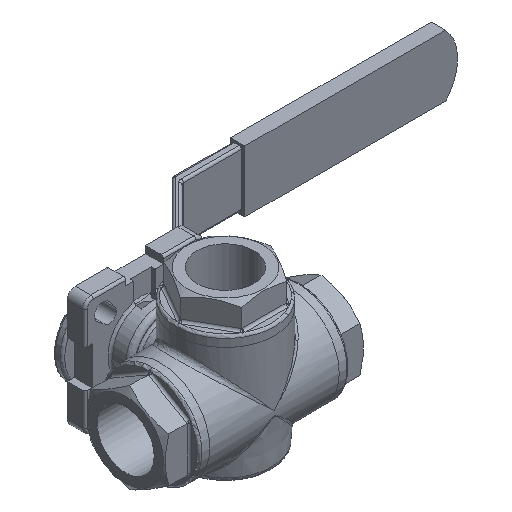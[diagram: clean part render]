
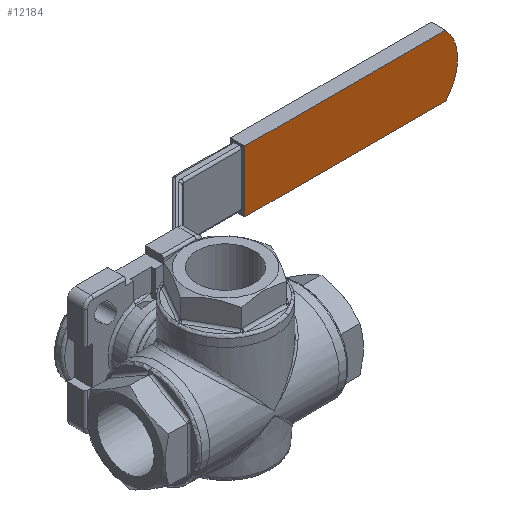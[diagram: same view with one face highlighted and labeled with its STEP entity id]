
A CAD part, isometric view. The second image highlights one B-rep face of the part: STEP entity #12184.
In plain terms, the highlighted face is planar.
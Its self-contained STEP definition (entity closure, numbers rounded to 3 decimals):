
#266=CIRCLE('',#13091,19.);
#639=PLANE('',#13090);
#1344=LINE('',#20492,#2415);
#1345=LINE('',#20495,#2416);
#1346=LINE('',#20499,#2417);
#2415=VECTOR('',#14857,1000.);
#2416=VECTOR('',#14858,1000.);
#2417=VECTOR('',#14861,1000.);
#4418=ORIENTED_EDGE('',*,*,#7358,.F.);
#4419=ORIENTED_EDGE('',*,*,#7359,.F.);
#4420=ORIENTED_EDGE('',*,*,#7360,.F.);
#4421=ORIENTED_EDGE('',*,*,#7361,.F.);
#7358=EDGE_CURVE('',#8877,#8878,#1344,.T.);
#7359=EDGE_CURVE('',#8879,#8877,#1345,.T.);
#7360=EDGE_CURVE('',#8880,#8879,#266,.T.);
#7361=EDGE_CURVE('',#8878,#8880,#1346,.T.);
#8877=VERTEX_POINT('',#20493);
#8878=VERTEX_POINT('',#20494);
#8879=VERTEX_POINT('',#20496);
#8880=VERTEX_POINT('',#20498);
#10327=EDGE_LOOP('',(#4418,#4419,#4420,#4421));
#11199=FACE_BOUND('',#10327,.T.);
#12184=ADVANCED_FACE('',(#11199),#639,.T.);
#13090=AXIS2_PLACEMENT_3D('',#20491,#14855,#14856);
#13091=AXIS2_PLACEMENT_3D('',#20497,#14859,#14860);
#14855=DIRECTION('',(0.,0.,-1.));
#14856=DIRECTION('',(-1.,0.,0.));
#14857=DIRECTION('',(0.,-1.,0.));
#14858=DIRECTION('',(-1.,0.,0.));
#14859=DIRECTION('',(0.,0.,1.));
#14860=DIRECTION('',(-1.,0.,0.));
#14861=DIRECTION('',(1.,0.,0.));
#20491=CARTESIAN_POINT('',(55.709,-16.027,0.));
#20492=CARTESIAN_POINT('',(-15.291,-3.027,0.));
#20493=CARTESIAN_POINT('',(-15.291,-3.027,0.));
#20494=CARTESIAN_POINT('',(-15.291,-29.027,0.));
#20495=CARTESIAN_POINT('',(-15.291,-3.027,0.));
#20496=CARTESIAN_POINT('',(69.566,-3.027,0.));
#20497=CARTESIAN_POINT('',(55.709,-16.027,0.));
#20498=CARTESIAN_POINT('',(69.566,-29.027,0.));
#20499=CARTESIAN_POINT('',(-15.291,-29.027,0.));
